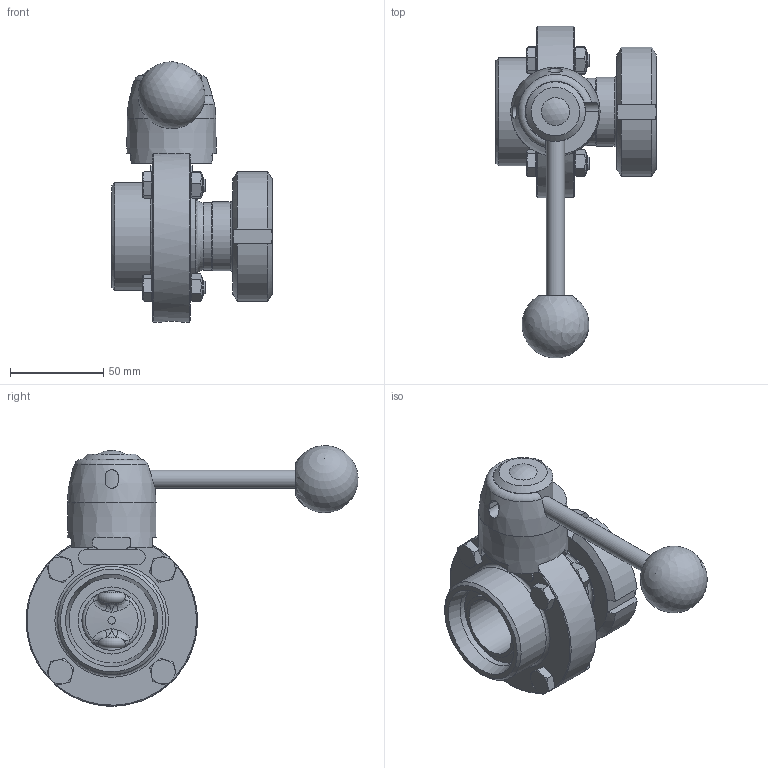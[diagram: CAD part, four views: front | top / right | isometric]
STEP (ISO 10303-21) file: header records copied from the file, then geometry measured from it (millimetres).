
FILE_DESCRIPTION((''),'2;1');
FILE_NAME('55640032XX00.stp','2010-11-23T13:03:43',('Creator'),(''),'Autodesk Inventor 2010','Autodesk Inventor 2010','');
FILE_SCHEMA(('AUTOMOTIVE_DESIGN { 1 0 10303 214 1 1 1 1 }'));
Length unit declared in the file: millimetre
Products named in the file (1): 55640032XX00
Bounding box: 86 x 178.15 x 139.71 mm (x, y, z)
Volume: 300435.9 mm3; surface area: 83245.3 mm2
Topology: 1 solids, 9 shells, 411 faces, 1053 edges, 640 vertices
Faces by surface type: plane 192, cylinder 92, cone 78, bspline 32, torus 9, sphere 8
Full cylindrical faces by diameter (mm): 4.134 x1, 5.5 x1, 6.2 x1, 6.8 x1, 7.2 x6, 7.323 x4, 8 x8, 8.5 x4, 8.8 x3, 9 x1, 10 x3, 10.5 x1, 11.4 x4, 12.2 x2, 13.8 x1, 14 x1, 31.9 x1, 32 x2, 36 x2, 37 x1, 41 x1, 42 x1, 45.8 x1, 53 x1, 54.19 x1, 58 x1, 58.4 x1, 92 x1
Entity records: 14398 total; most frequent: CARTESIAN_POINT 5671, ORIENTED_EDGE 1786, DIRECTION 1687, EDGE_CURVE 893, AXIS2_PLACEMENT_3D 714, VERTEX_POINT 597, EDGE_LOOP 566, FACE_OUTER_BOUND 410
